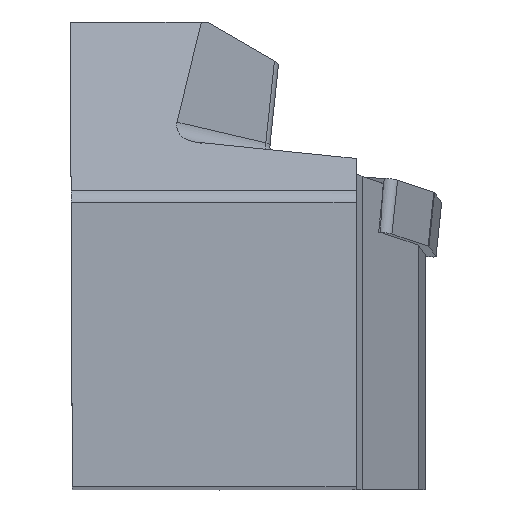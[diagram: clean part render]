
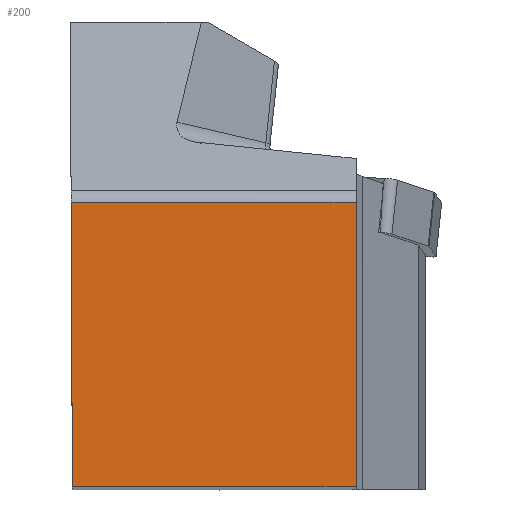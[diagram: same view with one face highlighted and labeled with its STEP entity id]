
A CAD part, top view. The second image highlights one B-rep face of the part: STEP entity #200.
In plain terms, the highlighted planar face has unit normal (0, 0, 1).
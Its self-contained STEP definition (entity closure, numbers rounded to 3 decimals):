
#148=FACE_OUTER_BOUND('',#299,.T.);
#200=ADVANCED_FACE('SHANK_FACE_BACK',(#148),#245,.F.);
#245=PLANE('',#1182);
#299=EDGE_LOOP('',(#535,#536,#537,#538));
#535=ORIENTED_EDGE('',*,*,#832,.F.);
#536=ORIENTED_EDGE('',*,*,#784,.T.);
#537=ORIENTED_EDGE('',*,*,#830,.T.);
#538=ORIENTED_EDGE('',*,*,#835,.F.);
#680=VERTEX_POINT('',#1726);
#681=VERTEX_POINT('',#1728);
#712=VERTEX_POINT('',#1815);
#713=VERTEX_POINT('',#1820);
#784=EDGE_CURVE('',#681,#680,#901,.T.);
#830=EDGE_CURVE('',#680,#712,#938,.T.);
#832=EDGE_CURVE('',#681,#713,#940,.T.);
#835=EDGE_CURVE('',#713,#712,#942,.T.);
#901=LINE('',#1727,#998);
#938=LINE('',#1816,#1035);
#940=LINE('',#1819,#1037);
#942=LINE('',#1825,#1039);
#998=VECTOR('',#1343,1.);
#1035=VECTOR('',#1420,1.);
#1037=VECTOR('',#1424,1.);
#1039=VECTOR('',#1430,1.);
#1182=AXIS2_PLACEMENT_3D('',#1826,#1431,#1432);
#1343=DIRECTION('',(1.,0.,0.));
#1420=DIRECTION('',(0.,1.,0.));
#1424=DIRECTION('',(-0.004,1.,0.));
#1430=DIRECTION('',(1.,0.,0.));
#1431=DIRECTION('',(0.,0.,-1.));
#1432=DIRECTION('',(-0.995,0.105,0.));
#1726=CARTESIAN_POINT('',(24.875,0.,0.));
#1727=CARTESIAN_POINT('',(-6.744,0.,0.));
#1728=CARTESIAN_POINT('',(0.109,0.,0.));
#1815=CARTESIAN_POINT('',(24.875,24.875,0.));
#1816=CARTESIAN_POINT('',(24.875,-6.744,0.));
#1819=CARTESIAN_POINT('',(0.808,-160.194,0.));
#1820=CARTESIAN_POINT('',(0.,24.875,0.));
#1825=CARTESIAN_POINT('',(-6.744,24.875,0.));
#1826=CARTESIAN_POINT('',(0.,0.,0.));
